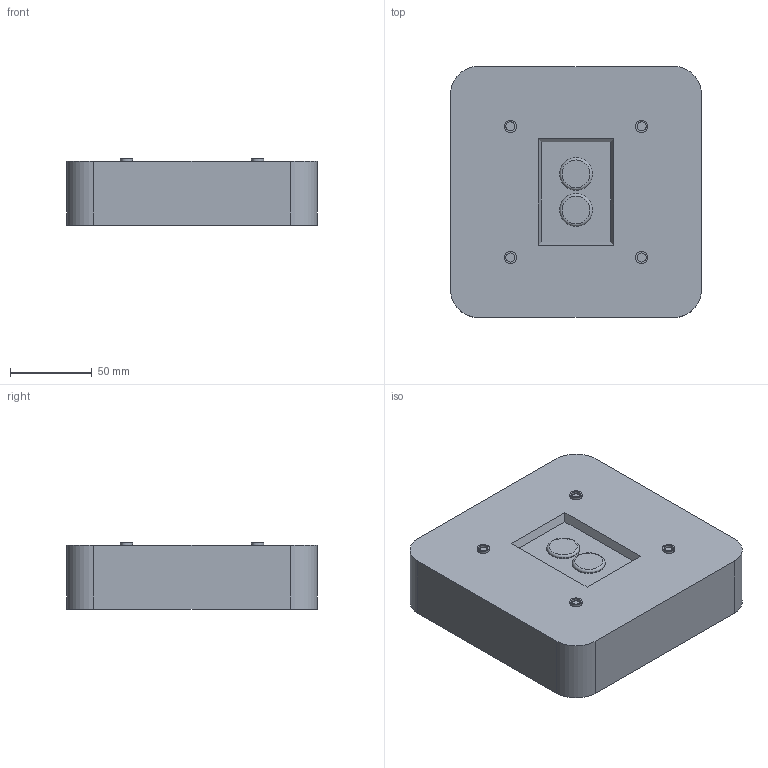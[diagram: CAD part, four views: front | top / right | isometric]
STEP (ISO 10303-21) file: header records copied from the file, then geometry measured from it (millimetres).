
FILE_DESCRIPTION(/* description */ ('','CAx-IF Rec.Pracs.---Representation and Presentation of Product Manufacturing Information (PMI)---4.0---2014-10-13'),/* implementation_level */ '2;1');
FILE_NAME(/* name */ 'SLM-D_Einfach.step',/* time_stamp */ '2025-03-06T15:01:14+01:00',/* author */ (''),/* organization */ (''),/* preprocessor_version */ 'ST-DEVELOPER v20',/* originating_system */ 'Autodesk Translation Framework v13.20.0.188',/* authorisation */ '');
FILE_SCHEMA (('AP242_MANAGED_MODEL_BASED_3D_ENGINEERING_MIM_LF { 1 0 10303 442 1 1 4 }'));
Length unit declared in the file: millimetre
Products named in the file (1): Fusion-Komponente
Bounding box: 153 x 153 x 40.5 mm (x, y, z)
Volume: 880546.7 mm3; surface area: 70544.9 mm2
Topology: 1 solids, 1 shells, 40 faces, 78 edges, 52 vertices
Faces by surface type: plane 22, cylinder 14, torus 2, bspline 2
Full cylindrical faces by diameter (mm): 5.537 x4, 7.463 x4, 20 x2
Entity records: 1267 total; most frequent: CARTESIAN_POINT 375, DIRECTION 194, ORIENTED_EDGE 156, EDGE_CURVE 78, AXIS2_PLACEMENT_3D 78, EDGE_LOOP 52, VERTEX_POINT 52, FACE_OUTER_BOUND 40
